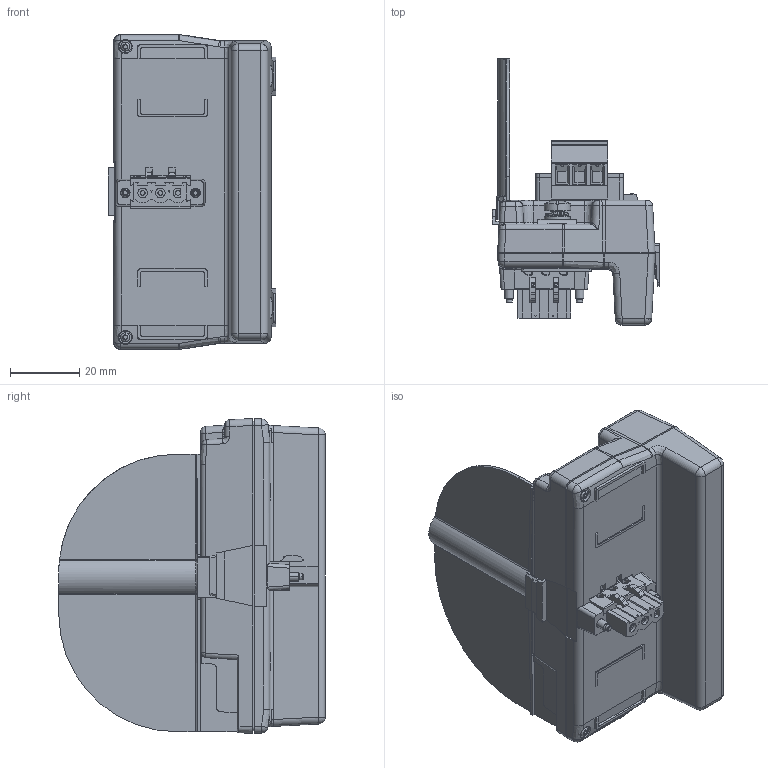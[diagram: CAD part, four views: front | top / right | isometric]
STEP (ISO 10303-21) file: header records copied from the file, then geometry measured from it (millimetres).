
FILE_DESCRIPTION((''),'2;1');
FILE_NAME('DM_CAD-2086_SW0001','2015-03-12T',('Creinig-se'),(''),'PRO/ENGINEER BY PARAMETRIC TECHNOLOGY CORPORATION, 2013050','PRO/ENGINEER BY PARAMETRIC TECHNOLOGY CORPORATION, 2013050','');
FILE_SCHEMA(('CONFIG_CONTROL_DESIGN'));
Products named in the file (1): DM_CAD-2086_SW0001
Bounding box: 48.54 x 77 x 91 mm (x, y, z)
Volume: 95862.4 mm3; surface area: 32067.7 mm2
Topology: 1 solids, 1 shells, 1681 faces, 4536 edges, 2920 vertices
Faces by surface type: plane 1016, cylinder 319, bspline 213, cone 65, torus 37, sphere 25, extrusion 6
Entity records: 85947 total; most frequent: CARTESIAN_POINT 33519, ORIENTED_EDGE 9068, DIRECTION 7507, EDGE_CURVE 4534, VECTOR 2945, LINE 2939, VERTEX_POINT 2920, AXIS2_PLACEMENT_3D 2281
